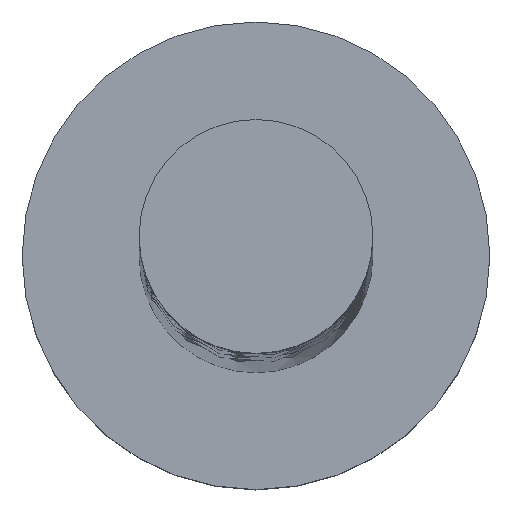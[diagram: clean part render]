
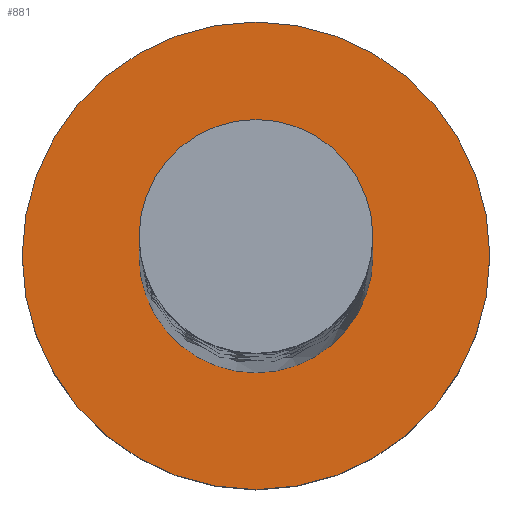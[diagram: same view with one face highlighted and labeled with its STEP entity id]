
A CAD part, top view. The second image highlights one B-rep face of the part: STEP entity #881.
In plain terms, the highlighted planar face has unit normal (0, 0, 1).
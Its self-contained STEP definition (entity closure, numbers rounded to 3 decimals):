
#17 = FACE_OUTER_BOUND ( 'NONE', #736, .T. ) ;
#29 = CARTESIAN_POINT ( 'NONE',  ( 3., 0., 5. ) ) ;
#30 = CIRCLE ( 'NONE', #1470, 6. ) ;
#60 = EDGE_CURVE ( 'NONE', #726, #748, #30, .T. ) ;
#160 = ORIENTED_EDGE ( 'NONE', *, *, #60, .T. ) ;
#191 = PLANE ( 'NONE',  #1149 ) ;
#287 = DIRECTION ( 'NONE',  ( 0., 0., 1. ) ) ;
#315 = DIRECTION ( 'NONE',  ( 1., 0., 0. ) ) ;
#337 = CARTESIAN_POINT ( 'NONE',  ( -6., 0., 5. ) ) ;
#465 = CARTESIAN_POINT ( 'NONE',  ( 0., 0., 5. ) ) ;
#508 = EDGE_CURVE ( 'NONE', #960, #1252, #1370, .T. ) ;
#524 = AXIS2_PLACEMENT_3D ( 'NONE', #762, #1020, #1585 ) ;
#695 = ORIENTED_EDGE ( 'NONE', *, *, #1888, .F. ) ;
#726 = VERTEX_POINT ( 'NONE', #1392 ) ;
#736 = EDGE_LOOP ( 'NONE', ( #1619, #160 ) ) ;
#748 = VERTEX_POINT ( 'NONE', #337 ) ;
#754 = AXIS2_PLACEMENT_3D ( 'NONE', #1398, #1120, #1421 ) ;
#762 = CARTESIAN_POINT ( 'NONE',  ( 0., 0., 5. ) ) ;
#881 = ADVANCED_FACE ( 'NONE', ( #1530, #17 ), #191, .T. ) ;
#960 = VERTEX_POINT ( 'NONE', #29 ) ;
#968 = CARTESIAN_POINT ( 'NONE',  ( -3., 0., 5. ) ) ;
#1020 = DIRECTION ( 'NONE',  ( 0., 0., 1. ) ) ;
#1100 = CARTESIAN_POINT ( 'NONE',  ( 0., 0., 5. ) ) ;
#1120 = DIRECTION ( 'NONE',  ( 0., 0., 1. ) ) ;
#1149 = AXIS2_PLACEMENT_3D ( 'NONE', #1100, #1802, #1678 ) ;
#1184 = CIRCLE ( 'NONE', #1448, 6. ) ;
#1215 = CIRCLE ( 'NONE', #754, 3. ) ;
#1252 = VERTEX_POINT ( 'NONE', #968 ) ;
#1303 = EDGE_LOOP ( 'NONE', ( #695, #1366 ) ) ;
#1366 = ORIENTED_EDGE ( 'NONE', *, *, #508, .F. ) ;
#1370 = CIRCLE ( 'NONE', #524, 3. ) ;
#1392 = CARTESIAN_POINT ( 'NONE',  ( 6., 0., 5. ) ) ;
#1398 = CARTESIAN_POINT ( 'NONE',  ( 0., 0., 5. ) ) ;
#1421 = DIRECTION ( 'NONE',  ( 1., 0., 0. ) ) ;
#1448 = AXIS2_PLACEMENT_3D ( 'NONE', #1621, #287, #1736 ) ;
#1470 = AXIS2_PLACEMENT_3D ( 'NONE', #465, #1637, #315 ) ;
#1530 = FACE_BOUND ( 'NONE', #1303, .T. ) ;
#1585 = DIRECTION ( 'NONE',  ( 1., 0., 0. ) ) ;
#1607 = EDGE_CURVE ( 'NONE', #748, #726, #1184, .T. ) ;
#1619 = ORIENTED_EDGE ( 'NONE', *, *, #1607, .T. ) ;
#1621 = CARTESIAN_POINT ( 'NONE',  ( 0., 0., 5. ) ) ;
#1637 = DIRECTION ( 'NONE',  ( 0., 0., 1. ) ) ;
#1678 = DIRECTION ( 'NONE',  ( 1., 0., 0. ) ) ;
#1736 = DIRECTION ( 'NONE',  ( 1., 0., 0. ) ) ;
#1802 = DIRECTION ( 'NONE',  ( 0., 0., 1. ) ) ;
#1888 = EDGE_CURVE ( 'NONE', #1252, #960, #1215, .T. ) ;
